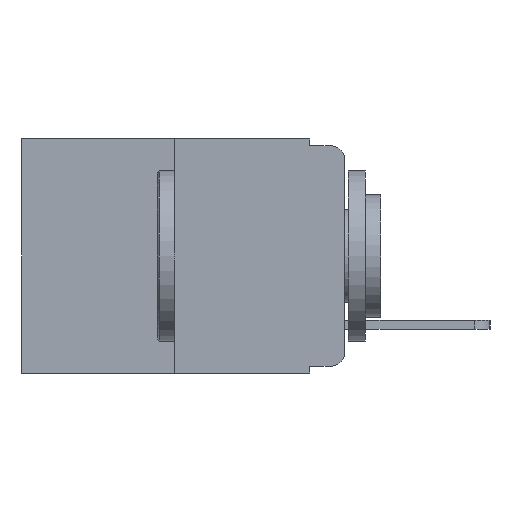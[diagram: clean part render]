
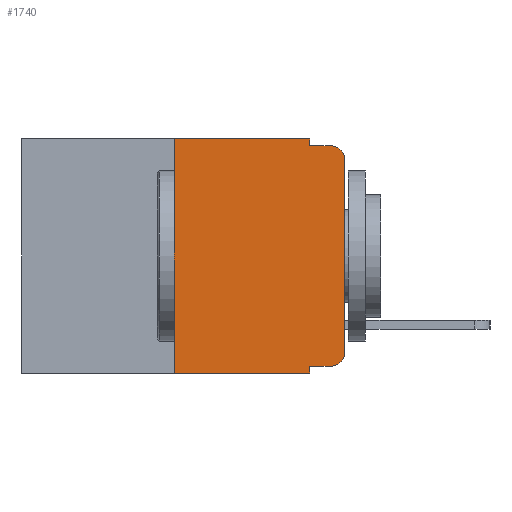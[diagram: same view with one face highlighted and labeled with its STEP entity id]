
A CAD part, left-side view. The second image highlights one B-rep face of the part: STEP entity #1740.
In plain terms, the highlighted planar face has unit normal (-1, 0, 0).
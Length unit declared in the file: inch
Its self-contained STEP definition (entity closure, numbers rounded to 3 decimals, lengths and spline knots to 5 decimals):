
#383 = VECTOR ( 'NONE', #10165, 39.37008 ) ;
#476 = VERTEX_POINT ( 'NONE', #11572 ) ;
#557 = ORIENTED_EDGE ( 'NONE', *, *, #18537, .F. ) ;
#699 = CARTESIAN_POINT ( 'NONE',  ( 0., 0.051, -0.343 ) ) ;
#789 = DIRECTION ( 'NONE',  ( 0., 0., -1. ) ) ;
#893 = EDGE_CURVE ( 'NONE', #18102, #12432, #12113, .T. ) ;
#1197 = EDGE_CURVE ( 'NONE', #12432, #8168, #8618, .T. ) ;
#1431 = CARTESIAN_POINT ( 'NONE',  ( 0., 0.473, 0. ) ) ;
#1740 = ADVANCED_FACE ( 'NONE', ( #10197 ), #7528, .F. ) ;
#2052 = ORIENTED_EDGE ( 'NONE', *, *, #893, .T. ) ;
#2201 = CIRCLE ( 'NONE', #4699, 0.02 ) ;
#2643 = ORIENTED_EDGE ( 'NONE', *, *, #6602, .F. ) ;
#2950 = CARTESIAN_POINT ( 'NONE',  ( 0., 0., 0. ) ) ;
#3089 = AXIS2_PLACEMENT_3D ( 'NONE', #1431, #13154, #4567 ) ;
#3216 = VECTOR ( 'NONE', #13536, 39.37008 ) ;
#3280 = ORIENTED_EDGE ( 'NONE', *, *, #9480, .F. ) ;
#3735 = VERTEX_POINT ( 'NONE', #699 ) ;
#3946 = CARTESIAN_POINT ( 'NONE',  ( 0., 0.473, 0. ) ) ;
#4147 = CARTESIAN_POINT ( 'NONE',  ( 0., 0.25, 0. ) ) ;
#4154 = CARTESIAN_POINT ( 'NONE',  ( 0., 0.02, -0.01 ) ) ;
#4229 = VERTEX_POINT ( 'NONE', #15827 ) ;
#4567 = DIRECTION ( 'NONE',  ( 0., 0., -1. ) ) ;
#4572 = VERTEX_POINT ( 'NONE', #11003 ) ;
#4699 = AXIS2_PLACEMENT_3D ( 'NONE', #18655, #5172, #5460 ) ;
#4747 = CARTESIAN_POINT ( 'NONE',  ( 0., 0.051, 0. ) ) ;
#4764 = EDGE_CURVE ( 'NONE', #476, #18102, #2201, .T. ) ;
#5172 = DIRECTION ( 'NONE',  ( -1., 0., 0. ) ) ;
#5460 = DIRECTION ( 'NONE',  ( 0., 0., -1. ) ) ;
#6306 = CARTESIAN_POINT ( 'NONE',  ( 0., 0.051, 0. ) ) ;
#6450 = ORIENTED_EDGE ( 'NONE', *, *, #16779, .F. ) ;
#6602 = EDGE_CURVE ( 'NONE', #18428, #4572, #15487, .T. ) ;
#6874 = ORIENTED_EDGE ( 'NONE', *, *, #4764, .T. ) ;
#6905 = CARTESIAN_POINT ( 'NONE',  ( 0., 0.25, 0. ) ) ;
#7353 = VECTOR ( 'NONE', #19257, 39.37008 ) ;
#7528 = PLANE ( 'NONE',  #3089 ) ;
#7896 = ORIENTED_EDGE ( 'NONE', *, *, #11679, .F. ) ;
#8168 = VERTEX_POINT ( 'NONE', #4154 ) ;
#8290 = VECTOR ( 'NONE', #8684, 39.37008 ) ;
#8300 = VERTEX_POINT ( 'NONE', #11032 ) ;
#8409 = ORIENTED_EDGE ( 'NONE', *, *, #10168, .T. ) ;
#8618 = CIRCLE ( 'NONE', #18659, 0.02 ) ;
#8639 = DIRECTION ( 'NONE',  ( 0., -1., 0. ) ) ;
#8684 = DIRECTION ( 'NONE',  ( 0., -1., 0. ) ) ;
#9480 = EDGE_CURVE ( 'NONE', #8300, #12263, #17649, .T. ) ;
#9512 = LINE ( 'NONE', #9605, #18416 ) ;
#9605 = CARTESIAN_POINT ( 'NONE',  ( 0., 0.051, -0.01 ) ) ;
#9615 = VECTOR ( 'NONE', #789, 39.37008 ) ;
#10045 = LINE ( 'NONE', #11425, #9615 ) ;
#10165 = DIRECTION ( 'NONE',  ( 0., 0., 1. ) ) ;
#10168 = EDGE_CURVE ( 'NONE', #8300, #3735, #13270, .T. ) ;
#10171 = CARTESIAN_POINT ( 'NONE',  ( 0., 0., -0.313 ) ) ;
#10197 = FACE_OUTER_BOUND ( 'NONE', #19201, .T. ) ;
#10879 = ORIENTED_EDGE ( 'NONE', *, *, #1197, .T. ) ;
#11003 = CARTESIAN_POINT ( 'NONE',  ( 0., 0.051, -0.01 ) ) ;
#11032 = CARTESIAN_POINT ( 'NONE',  ( 0., 0.25, -0.343 ) ) ;
#11212 = CARTESIAN_POINT ( 'NONE',  ( 0., 0.051, -0.333 ) ) ;
#11425 = CARTESIAN_POINT ( 'NONE',  ( 0., 0.051, 0. ) ) ;
#11572 = CARTESIAN_POINT ( 'NONE',  ( 0., 0.02, -0.333 ) ) ;
#11679 = EDGE_CURVE ( 'NONE', #4572, #8168, #9512, .T. ) ;
#12113 = LINE ( 'NONE', #2950, #13558 ) ;
#12263 = VERTEX_POINT ( 'NONE', #6905 ) ;
#12432 = VERTEX_POINT ( 'NONE', #18733 ) ;
#12564 = DIRECTION ( 'NONE',  ( 0., -1., 0. ) ) ;
#12779 = CARTESIAN_POINT ( 'NONE',  ( 0., 0.02, -0.03 ) ) ;
#13079 = LINE ( 'NONE', #11212, #18726 ) ;
#13154 = DIRECTION ( 'NONE',  ( 1., 0., 0. ) ) ;
#13270 = LINE ( 'NONE', #15815, #7353 ) ;
#13536 = DIRECTION ( 'NONE',  ( 0., 0., -1. ) ) ;
#13558 = VECTOR ( 'NONE', #17556, 39.37008 ) ;
#15487 = LINE ( 'NONE', #4747, #3216 ) ;
#15732 = DIRECTION ( 'NONE',  ( -1., 0., 0. ) ) ;
#15815 = CARTESIAN_POINT ( 'NONE',  ( 0., 0.473, -0.343 ) ) ;
#15827 = CARTESIAN_POINT ( 'NONE',  ( 0., 0.051, -0.333 ) ) ;
#15998 = ORIENTED_EDGE ( 'NONE', *, *, #18964, .T. ) ;
#16164 = LINE ( 'NONE', #3946, #8290 ) ;
#16779 = EDGE_CURVE ( 'NONE', #12263, #18428, #16164, .T. ) ;
#17556 = DIRECTION ( 'NONE',  ( 0., 0., 1. ) ) ;
#17649 = LINE ( 'NONE', #4147, #383 ) ;
#18102 = VERTEX_POINT ( 'NONE', #10171 ) ;
#18416 = VECTOR ( 'NONE', #12564, 39.37008 ) ;
#18428 = VERTEX_POINT ( 'NONE', #6306 ) ;
#18537 = EDGE_CURVE ( 'NONE', #4229, #3735, #10045, .T. ) ;
#18655 = CARTESIAN_POINT ( 'NONE',  ( 0., 0.02, -0.313 ) ) ;
#18659 = AXIS2_PLACEMENT_3D ( 'NONE', #12779, #15732, #18769 ) ;
#18726 = VECTOR ( 'NONE', #8639, 39.37008 ) ;
#18733 = CARTESIAN_POINT ( 'NONE',  ( 0., 0., -0.03 ) ) ;
#18769 = DIRECTION ( 'NONE',  ( 0., 0., -1. ) ) ;
#18964 = EDGE_CURVE ( 'NONE', #4229, #476, #13079, .T. ) ;
#19201 = EDGE_LOOP ( 'NONE', ( #2052, #10879, #7896, #2643, #6450, #3280, #8409, #557, #15998, #6874 ) ) ;
#19257 = DIRECTION ( 'NONE',  ( 0., -1., 0. ) ) ;
